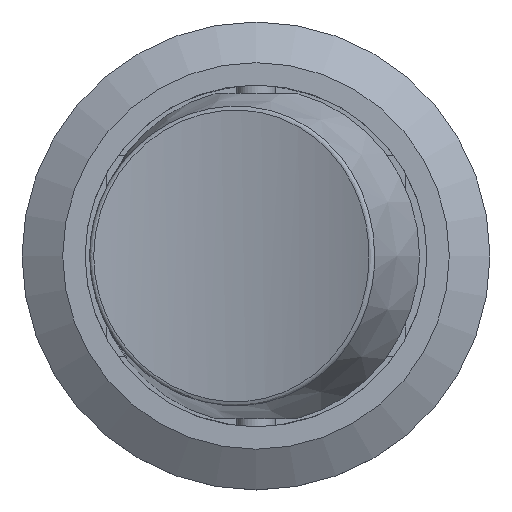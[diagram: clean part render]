
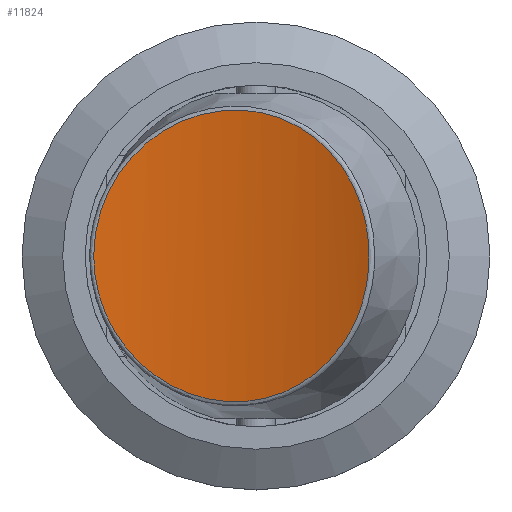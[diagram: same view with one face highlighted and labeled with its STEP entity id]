
A CAD part, top view. The second image highlights one B-rep face of the part: STEP entity #11824.
In plain terms, the highlighted cylindrical face has radius 28.84 mm (diameter 57.68 mm), a partial arc.
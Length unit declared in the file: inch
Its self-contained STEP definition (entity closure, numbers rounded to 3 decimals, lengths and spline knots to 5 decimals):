
#331=B_SPLINE_CURVE_WITH_KNOTS('',3,(#20516,#20517,#20518,#20519,#20520,
#20521,#20522,#20523,#20524,#20525,#20526,#20527,#20528,#20529,#20530,#20531),
 .UNSPECIFIED.,.T.,.F.,(4,1,1,1,1,1,1,1,1,1,1,1,1,4),(-6.65826,
-6.3412,-6.02414,-5.70708,-5.39002,
-5.07296,-4.7559,-4.33316,-4.12178,
-3.48766,-3.1706,-2.85354,-2.53648,
-2.21942),.UNSPECIFIED.);
#508=CYLINDRICAL_SURFACE('',#12400,1.13544);
#1280=FACE_OUTER_BOUND('',#1980,.T.);
#1980=EDGE_LOOP('',(#10684));
#5673=VERTEX_POINT('',#20492);
#7346=EDGE_CURVE('',#5673,#5673,#331,.T.);
#10684=ORIENTED_EDGE('',*,*,#7346,.F.);
#11824=ADVANCED_FACE('',(#1280),#508,.F.);
#12400=AXIS2_PLACEMENT_3D('',#20548,#14780,#14781);
#14780=DIRECTION('center_axis',(0.,1.,0.));
#14781=DIRECTION('ref_axis',(-0.46,0.,0.888));
#20492=CARTESIAN_POINT('',(-0.31399,-0.00003,0.66708));
#20516=CARTESIAN_POINT('Ctrl Pts',(-0.31399,-0.00003,
0.66708));
#20517=CARTESIAN_POINT('Ctrl Pts',(-0.31399,0.04176,
0.66708));
#20518=CARTESIAN_POINT('Ctrl Pts',(-0.29509,0.12552,
0.66655));
#20519=CARTESIAN_POINT('Ctrl Pts',(-0.21625,0.22674,
0.66832));
#20520=CARTESIAN_POINT('Ctrl Pts',(-0.10254,0.28463,
0.68119));
#20521=CARTESIAN_POINT('Ctrl Pts',(0.02264,0.28463,
0.7102));
#20522=CARTESIAN_POINT('Ctrl Pts',(0.13057,0.22684,
0.74857));
#20523=CARTESIAN_POINT('Ctrl Pts',(0.21028,0.11424,
0.78554));
#20524=CARTESIAN_POINT('Ctrl Pts',(0.22716,-0.01509,
0.79485));
#20525=CARTESIAN_POINT('Ctrl Pts',(0.18392,-0.17744,
0.77241));
#20526=CARTESIAN_POINT('Ctrl Pts',(0.06526,-0.28501,
0.71998));
#20527=CARTESIAN_POINT('Ctrl Pts',(-0.10254,-0.28453,
0.6812));
#20528=CARTESIAN_POINT('Ctrl Pts',(-0.21592,-0.227,
0.66836));
#20529=CARTESIAN_POINT('Ctrl Pts',(-0.29506,-0.12566,
0.66654));
#20530=CARTESIAN_POINT('Ctrl Pts',(-0.31398,-0.04181,
0.66708));
#20531=CARTESIAN_POINT('Ctrl Pts',(-0.31399,-0.00003,
0.66708));
#20548=CARTESIAN_POINT('Origin',(-0.29612,0.,
1.80237));
